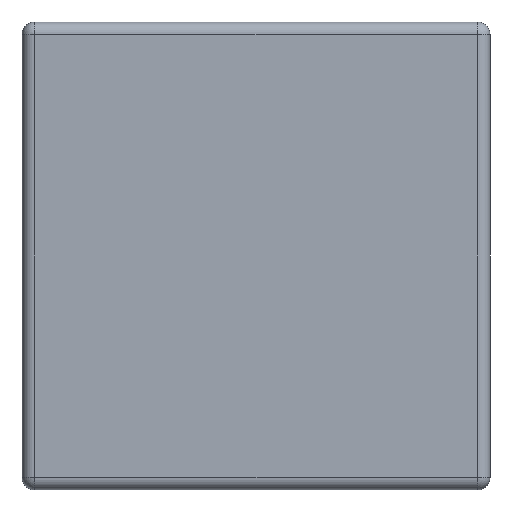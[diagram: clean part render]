
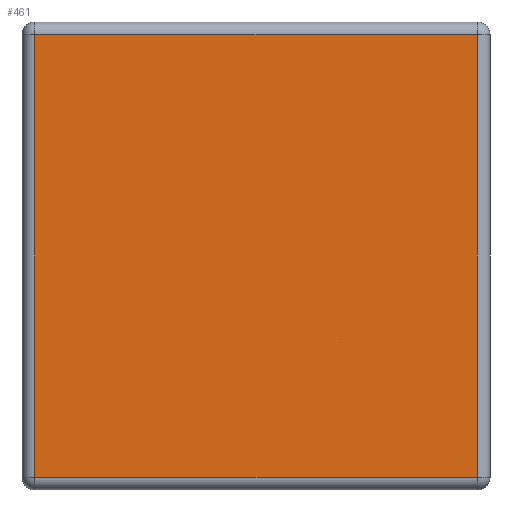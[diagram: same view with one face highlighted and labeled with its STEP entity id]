
A CAD part, front view. The second image highlights one B-rep face of the part: STEP entity #461.
In plain terms, the highlighted planar face has unit normal (0, -1, 0).
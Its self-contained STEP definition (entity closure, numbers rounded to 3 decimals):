
#17=PLANE('',#519);
#34=LINE('',#726,#78);
#38=LINE('',#742,#82);
#40=LINE('',#745,#84);
#42=LINE('',#748,#86);
#78=VECTOR('',#585,10.);
#82=VECTOR('',#603,10.);
#84=VECTOR('',#607,10.);
#86=VECTOR('',#611,10.);
#141=FACE_OUTER_BOUND('',#169,.T.);
#169=EDGE_LOOP('',(#363,#364,#365,#366));
#206=VERTEX_POINT('',#688);
#211=VERTEX_POINT('',#701);
#216=VERTEX_POINT('',#714);
#221=VERTEX_POINT('',#730);
#263=EDGE_CURVE('',#206,#216,#34,.T.);
#271=EDGE_CURVE('',#216,#221,#38,.T.);
#273=EDGE_CURVE('',#221,#211,#40,.T.);
#275=EDGE_CURVE('',#211,#206,#42,.T.);
#363=ORIENTED_EDGE('',*,*,#263,.F.);
#364=ORIENTED_EDGE('',*,*,#275,.F.);
#365=ORIENTED_EDGE('',*,*,#273,.F.);
#366=ORIENTED_EDGE('',*,*,#271,.F.);
#461=ADVANCED_FACE('',(#141),#17,.T.);
#519=AXIS2_PLACEMENT_3D('',#754,#619,#620);
#585=DIRECTION('',(0.,0.,1.));
#603=DIRECTION('',(1.,0.,0.));
#607=DIRECTION('',(0.,0.,-1.));
#611=DIRECTION('',(-1.,0.,0.));
#619=DIRECTION('center_axis',(0.,-1.,0.));
#620=DIRECTION('ref_axis',(0.,0.,-1.));
#688=CARTESIAN_POINT('',(-8.821,-8.569,-11.152));
#701=CARTESIAN_POINT('',(8.679,-8.569,-11.152));
#714=CARTESIAN_POINT('',(-8.821,-8.569,6.348));
#726=CARTESIAN_POINT('',(-8.821,-8.569,2.223));
#730=CARTESIAN_POINT('',(8.679,-8.569,6.348));
#742=CARTESIAN_POINT('',(4.554,-8.569,6.348));
#745=CARTESIAN_POINT('',(8.679,-8.569,0.623));
#748=CARTESIAN_POINT('',(-4.696,-8.569,-11.152));
#754=CARTESIAN_POINT('Origin',(-0.071,-8.569,-2.402));
